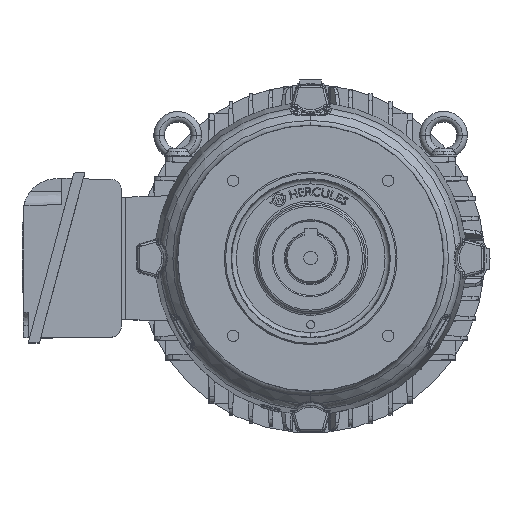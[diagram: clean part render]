
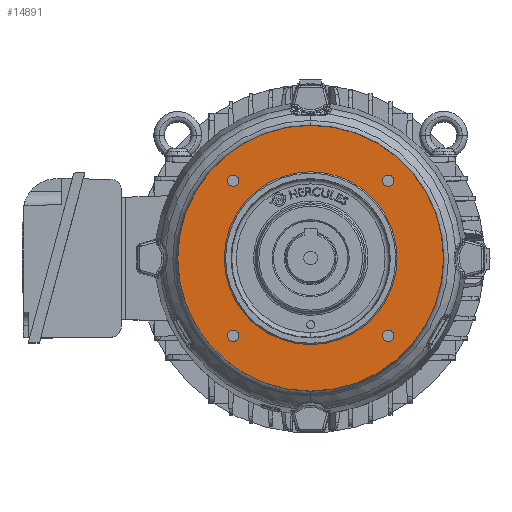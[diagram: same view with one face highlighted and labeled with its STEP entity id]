
A CAD part, top view. The second image highlights one B-rep face of the part: STEP entity #14891.
In plain terms, the highlighted planar face has unit normal (0, 0, 1).
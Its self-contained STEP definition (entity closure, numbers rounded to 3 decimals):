
#2871 = CIRCLE ( 'NONE', #50796, 65. ) ;
#3781 = AXIS2_PLACEMENT_3D ( 'NONE', #40455, #14298, #53318 ) ;
#4155 = ORIENTED_EDGE ( 'NONE', *, *, #46986, .F. ) ;
#4294 = CARTESIAN_POINT ( 'NONE',  ( -54.086, -58.336, 62.5 ) ) ;
#8228 = DIRECTION ( 'NONE',  ( 1., 0., 0. ) ) ;
#8822 = DIRECTION ( 'NONE',  ( 0., 0., 1. ) ) ;
#9253 = CIRCLE ( 'NONE', #32546, 4.25 ) ;
#10019 = EDGE_CURVE ( 'NONE', #51454, #38836, #46899, .T. ) ;
#10588 = CIRCLE ( 'NONE', #57199, 4.25 ) ;
#10976 = DIRECTION ( 'NONE',  ( 0., 0., 1. ) ) ;
#11195 = ORIENTED_EDGE ( 'NONE', *, *, #26922, .F. ) ;
#11256 = DIRECTION ( 'NONE',  ( 0., 0., 1. ) ) ;
#11405 = PLANE ( 'NONE',  #56664 ) ;
#12821 = CARTESIAN_POINT ( 'NONE',  ( -58.336, 58.336, 62.5 ) ) ;
#13099 = VERTEX_POINT ( 'NONE', #38200 ) ;
#13440 = CIRCLE ( 'NONE', #3781, 4.25 ) ;
#13757 = DIRECTION ( 'NONE',  ( 0., 0., 1. ) ) ;
#14072 = CARTESIAN_POINT ( 'NONE',  ( 0., 0., 62.5 ) ) ;
#14298 = DIRECTION ( 'NONE',  ( 0., 0., 1. ) ) ;
#14891 = ADVANCED_FACE ( 'NONE', ( #83896, #43151, #62873, #30306, #56453, #37167 ), #11405, .F. ) ;
#15899 = EDGE_LOOP ( 'NONE', ( #43734, #16251 ) ) ;
#16203 = EDGE_LOOP ( 'NONE', ( #50713, #82714 ) ) ;
#16251 = ORIENTED_EDGE ( 'NONE', *, *, #50177, .F. ) ;
#17050 = DIRECTION ( 'NONE',  ( -1., 0., 0. ) ) ;
#17181 = CIRCLE ( 'NONE', #61015, 99.97 ) ;
#18067 = ORIENTED_EDGE ( 'NONE', *, *, #34061, .F. ) ;
#20429 = CARTESIAN_POINT ( 'NONE',  ( -54.086, 58.336, 62.5 ) ) ;
#21398 = CIRCLE ( 'NONE', #52849, 99.97 ) ;
#21883 = ORIENTED_EDGE ( 'NONE', *, *, #50487, .F. ) ;
#22335 = DIRECTION ( 'NONE',  ( 0., 0., 1. ) ) ;
#22528 = DIRECTION ( 'NONE',  ( 0., 0., 1. ) ) ;
#24301 = DIRECTION ( 'NONE',  ( 0., 0., -1. ) ) ;
#24349 = EDGE_LOOP ( 'NONE', ( #53786, #82224 ) ) ;
#24981 = CARTESIAN_POINT ( 'NONE',  ( 0., 0., 62.5 ) ) ;
#25258 = CARTESIAN_POINT ( 'NONE',  ( 54.086, 58.336, 62.5 ) ) ;
#25352 = CARTESIAN_POINT ( 'NONE',  ( -62.586, 58.336, 62.5 ) ) ;
#25761 = VERTEX_POINT ( 'NONE', #65073 ) ;
#25788 = AXIS2_PLACEMENT_3D ( 'NONE', #41843, #8822, #27323 ) ;
#26489 = AXIS2_PLACEMENT_3D ( 'NONE', #12821, #65119, #50565 ) ;
#26922 = EDGE_CURVE ( 'NONE', #25761, #45065, #21398, .T. ) ;
#27323 = DIRECTION ( 'NONE',  ( 1., 0., 0. ) ) ;
#29766 = EDGE_CURVE ( 'NONE', #83795, #60448, #42124, .T. ) ;
#30306 = FACE_BOUND ( 'NONE', #75081, .T. ) ;
#30375 = EDGE_CURVE ( 'NONE', #60448, #83795, #77833, .T. ) ;
#32407 = VERTEX_POINT ( 'NONE', #20429 ) ;
#32546 = AXIS2_PLACEMENT_3D ( 'NONE', #83063, #10976, #64993 ) ;
#33235 = AXIS2_PLACEMENT_3D ( 'NONE', #40423, #79044, #8228 ) ;
#34061 = EDGE_CURVE ( 'NONE', #13099, #55185, #2871, .T. ) ;
#34164 = CARTESIAN_POINT ( 'NONE',  ( 0., 0., 62.5 ) ) ;
#34652 = CIRCLE ( 'NONE', #33235, 4.25 ) ;
#35810 = DIRECTION ( 'NONE',  ( 1., 0., 0. ) ) ;
#37167 = FACE_OUTER_BOUND ( 'NONE', #69854, .T. ) ;
#38013 = CARTESIAN_POINT ( 'NONE',  ( 0., 0., 62.5 ) ) ;
#38200 = CARTESIAN_POINT ( 'NONE',  ( -65., 0., 62.5 ) ) ;
#38596 = VERTEX_POINT ( 'NONE', #82306 ) ;
#38836 = VERTEX_POINT ( 'NONE', #82199 ) ;
#39168 = VERTEX_POINT ( 'NONE', #25352 ) ;
#40423 = CARTESIAN_POINT ( 'NONE',  ( -58.336, 58.336, 62.5 ) ) ;
#40455 = CARTESIAN_POINT ( 'NONE',  ( 58.336, -58.336, 62.5 ) ) ;
#41420 = EDGE_CURVE ( 'NONE', #32407, #39168, #34652, .T. ) ;
#41476 = DIRECTION ( 'NONE',  ( -1., 0., 0. ) ) ;
#41843 = CARTESIAN_POINT ( 'NONE',  ( 58.336, 58.336, 62.5 ) ) ;
#42124 = CIRCLE ( 'NONE', #72281, 4.25 ) ;
#42371 = ORIENTED_EDGE ( 'NONE', *, *, #49924, .F. ) ;
#43151 = FACE_BOUND ( 'NONE', #24349, .T. ) ;
#43734 = ORIENTED_EDGE ( 'NONE', *, *, #10019, .F. ) ;
#44180 = EDGE_CURVE ( 'NONE', #39168, #32407, #55250, .T. ) ;
#45065 = VERTEX_POINT ( 'NONE', #61427 ) ;
#46847 = EDGE_CURVE ( 'NONE', #45065, #25761, #17181, .T. ) ;
#46899 = CIRCLE ( 'NONE', #53691, 4.25 ) ;
#46986 = EDGE_CURVE ( 'NONE', #55185, #13099, #78828, .T. ) ;
#47825 = CARTESIAN_POINT ( 'NONE',  ( -58.336, -58.336, 62.5 ) ) ;
#48493 = DIRECTION ( 'NONE',  ( 1., 0., 0. ) ) ;
#49096 = DIRECTION ( 'NONE',  ( 0., 0., 1. ) ) ;
#49663 = CARTESIAN_POINT ( 'NONE',  ( 62.586, 58.336, 62.5 ) ) ;
#49924 = EDGE_CURVE ( 'NONE', #38596, #80402, #9253, .T. ) ;
#50177 = EDGE_CURVE ( 'NONE', #38836, #51454, #10588, .T. ) ;
#50487 = EDGE_CURVE ( 'NONE', #80402, #38596, #13440, .T. ) ;
#50565 = DIRECTION ( 'NONE',  ( 1., 0., 0. ) ) ;
#50713 = ORIENTED_EDGE ( 'NONE', *, *, #30375, .F. ) ;
#50796 = AXIS2_PLACEMENT_3D ( 'NONE', #24981, #11256, #82905 ) ;
#50883 = CARTESIAN_POINT ( 'NONE',  ( 0., 0., 62.5 ) ) ;
#51454 = VERTEX_POINT ( 'NONE', #4294 ) ;
#52849 = AXIS2_PLACEMENT_3D ( 'NONE', #14072, #60362, #41476 ) ;
#53318 = DIRECTION ( 'NONE',  ( 1., 0., 0. ) ) ;
#53691 = AXIS2_PLACEMENT_3D ( 'NONE', #58370, #13757, #84541 ) ;
#53786 = ORIENTED_EDGE ( 'NONE', *, *, #41420, .F. ) ;
#54705 = DIRECTION ( 'NONE',  ( 1., 0., 0. ) ) ;
#55185 = VERTEX_POINT ( 'NONE', #76647 ) ;
#55250 = CIRCLE ( 'NONE', #26489, 4.25 ) ;
#56453 = FACE_BOUND ( 'NONE', #77679, .T. ) ;
#56664 = AXIS2_PLACEMENT_3D ( 'NONE', #38013, #76608, #83060 ) ;
#57199 = AXIS2_PLACEMENT_3D ( 'NONE', #47825, #49096, #35810 ) ;
#58370 = CARTESIAN_POINT ( 'NONE',  ( -58.336, -58.336, 62.5 ) ) ;
#60362 = DIRECTION ( 'NONE',  ( 0., 0., -1. ) ) ;
#60448 = VERTEX_POINT ( 'NONE', #49663 ) ;
#61015 = AXIS2_PLACEMENT_3D ( 'NONE', #50883, #24301, #17050 ) ;
#61427 = CARTESIAN_POINT ( 'NONE',  ( 0., 99.97, 62.5 ) ) ;
#62873 = FACE_BOUND ( 'NONE', #15899, .T. ) ;
#64993 = DIRECTION ( 'NONE',  ( 1., 0., 0. ) ) ;
#65073 = CARTESIAN_POINT ( 'NONE',  ( 0., -99.97, 62.5 ) ) ;
#65119 = DIRECTION ( 'NONE',  ( 0., 0., 1. ) ) ;
#69854 = EDGE_LOOP ( 'NONE', ( #11195, #71676 ) ) ;
#71676 = ORIENTED_EDGE ( 'NONE', *, *, #46847, .F. ) ;
#72281 = AXIS2_PLACEMENT_3D ( 'NONE', #81107, #22335, #48493 ) ;
#75081 = EDGE_LOOP ( 'NONE', ( #42371, #21883 ) ) ;
#76608 = DIRECTION ( 'NONE',  ( 0., 0., -1. ) ) ;
#76647 = CARTESIAN_POINT ( 'NONE',  ( 65., 0., 62.5 ) ) ;
#77679 = EDGE_LOOP ( 'NONE', ( #4155, #18067 ) ) ;
#77833 = CIRCLE ( 'NONE', #25788, 4.25 ) ;
#78828 = CIRCLE ( 'NONE', #81537, 65. ) ;
#79044 = DIRECTION ( 'NONE',  ( 0., 0., 1. ) ) ;
#80402 = VERTEX_POINT ( 'NONE', #82752 ) ;
#81107 = CARTESIAN_POINT ( 'NONE',  ( 58.336, 58.336, 62.5 ) ) ;
#81537 = AXIS2_PLACEMENT_3D ( 'NONE', #34164, #22528, #54705 ) ;
#82199 = CARTESIAN_POINT ( 'NONE',  ( -62.586, -58.336, 62.5 ) ) ;
#82224 = ORIENTED_EDGE ( 'NONE', *, *, #44180, .F. ) ;
#82306 = CARTESIAN_POINT ( 'NONE',  ( 62.586, -58.336, 62.5 ) ) ;
#82714 = ORIENTED_EDGE ( 'NONE', *, *, #29766, .F. ) ;
#82752 = CARTESIAN_POINT ( 'NONE',  ( 54.086, -58.336, 62.5 ) ) ;
#82905 = DIRECTION ( 'NONE',  ( 1., 0., 0. ) ) ;
#83060 = DIRECTION ( 'NONE',  ( -1., 0., 0. ) ) ;
#83063 = CARTESIAN_POINT ( 'NONE',  ( 58.336, -58.336, 62.5 ) ) ;
#83795 = VERTEX_POINT ( 'NONE', #25258 ) ;
#83896 = FACE_BOUND ( 'NONE', #16203, .T. ) ;
#84541 = DIRECTION ( 'NONE',  ( 1., 0., 0. ) ) ;
